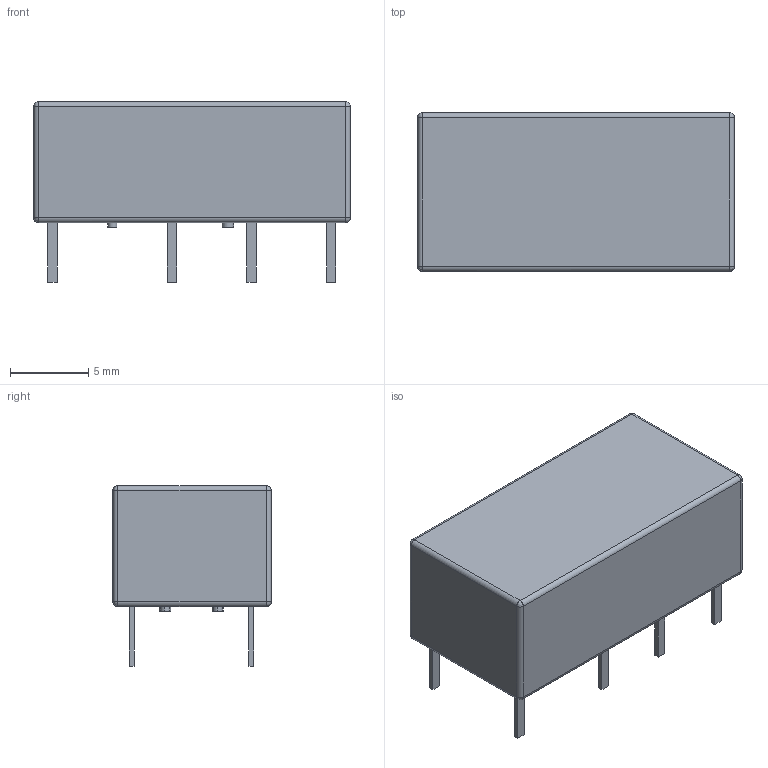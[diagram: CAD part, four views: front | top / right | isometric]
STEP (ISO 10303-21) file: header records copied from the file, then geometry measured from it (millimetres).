
FILE_DESCRIPTION(('Open CASCADE Model'),'2;1');
FILE_NAME('Open CASCADE Shape Model','2025-10-16T19:49:26',('Author'),( 'Open CASCADE'),'Open CASCADE STEP processor 7.8','Open CASCADE 7.8' ,'Unknown');
FILE_SCHEMA(('AUTOMOTIVE_DESIGN { 1 0 10303 214 1 1 1 1 }'));
Length unit declared in the file: millimetre
Products named in the file (1): SOLID
Bounding box: 20.2 x 10.11 x 11.5 mm (x, y, z)
Volume: 1573.8 mm3; surface area: 914.9 mm2
Topology: 1 solids, 1 shells, 361 faces, 947 edges, 618 vertices
Faces by surface type: bspline 361
Entity records: 13284 total; most frequent: CARTESIAN_POINT 5665, ORIENTED_EDGE 1878, EDGE_CURVE 939, B_SPLINE_CURVE_WITH_KNOTS 899, VERTEX_POINT 618, FACE_BOUND 399, EDGE_LOOP 399, ADVANCED_FACE 361
